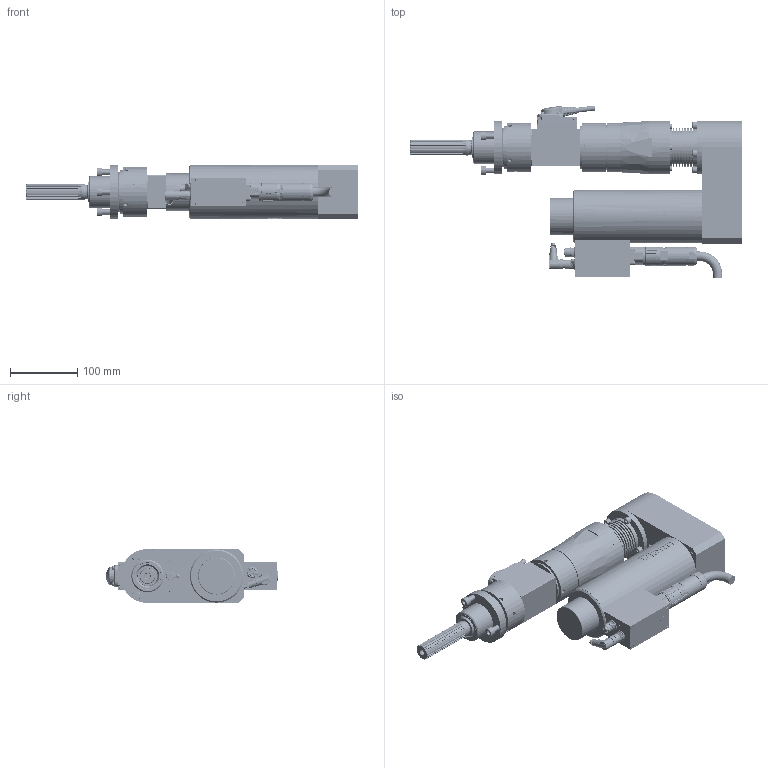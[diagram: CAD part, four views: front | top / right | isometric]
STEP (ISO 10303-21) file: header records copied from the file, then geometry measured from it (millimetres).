
FILE_DESCRIPTION(/* description */ (''),/* implementation_level */ '2;1');
FILE_NAME(/* name */ '3BDU300T1S-A_IAM_001.iam.step',/* time_stamp */ '2021-07-22T14:03:05+02:00',/* author */ ('cideon'),/* organization */ (''),/* preprocessor_version */ 'ST-DEVELOPER v17.2',/* originating_system */ 'Autodesk Inventor 2019',/* authorisation */ '');
FILE_SCHEMA (('AUTOMOTIVE_DESIGN { 1 0 10303 214 3 1 1 }'));
Products named in the file (1): Bauteil15
Bounding box: 492.4 x 256.26 x 80.5 mm (x, y, z)
Volume: 2561676.5 mm3; surface area: 506757.1 mm2
Topology: 2 solids, 2 shells, 5934 faces, 17036 edges, 11174 vertices
Faces by surface type: plane 3482, cylinder 1414, cone 450, bspline 323, torus 249, sphere 16
Full cylindrical faces by diameter (mm): 0.434 x2, 0.6 x16, 0.8 x2, 0.9 x8, 1.5 x4, 1.6 x1, 1.83 x2, 1.9 x4, 2.1 x2, 2.5 x2, 3 x4, 3.2 x2, 3.3 x4, 4 x7, 4.02 x2, 4.5 x6, 5 x28, 5.1 x1, 5.5 x8, 5.9 x1, 6 x22, 6.3 x1, 6.4 x4, 6.6 x10, 6.8 x4, 7 x6, 7.3 x1, 7.9 x6, 8 x4, 8.7 x1
Entity records: 247348 total; most frequent: CARTESIAN_POINT 88132, ORIENTED_EDGE 34026, DIRECTION 31926, EDGE_CURVE 17013, AXIS2_PLACEMENT_3D 11698, VERTEX_POINT 11174, LINE 8530, VECTOR 8530
